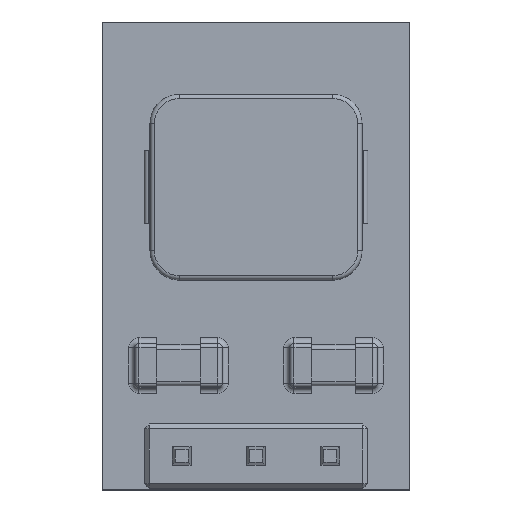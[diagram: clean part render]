
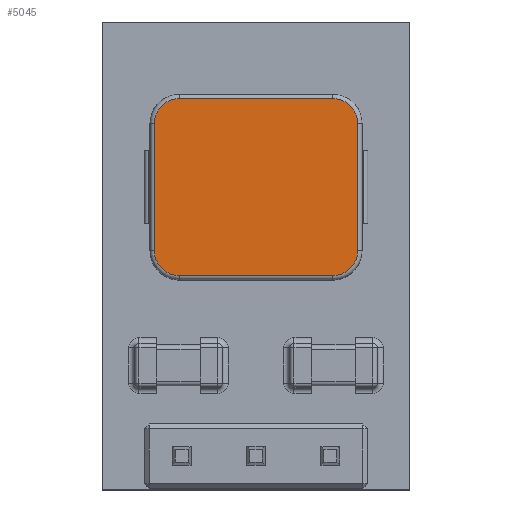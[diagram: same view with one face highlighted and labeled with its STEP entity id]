
A CAD part, top view. The second image highlights one B-rep face of the part: STEP entity #5045.
In plain terms, the highlighted planar face has unit normal (0, 0, 1).
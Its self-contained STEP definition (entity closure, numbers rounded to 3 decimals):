
#72=CIRCLE('',#5293,0.851);
#73=CIRCLE('',#5294,0.851);
#74=CIRCLE('',#5295,0.851);
#75=CIRCLE('',#5296,0.851);
#546=ORIENTED_EDGE('',*,*,#1460,.T.);
#547=ORIENTED_EDGE('',*,*,#1461,.T.);
#548=ORIENTED_EDGE('',*,*,#1462,.T.);
#549=ORIENTED_EDGE('',*,*,#1463,.T.);
#550=ORIENTED_EDGE('',*,*,#1464,.T.);
#551=ORIENTED_EDGE('',*,*,#1465,.T.);
#552=ORIENTED_EDGE('',*,*,#1466,.T.);
#553=ORIENTED_EDGE('',*,*,#1467,.T.);
#1460=EDGE_CURVE('',#1934,#1935,#2284,.T.);
#1461=EDGE_CURVE('',#1935,#1936,#72,.T.);
#1462=EDGE_CURVE('',#1936,#1937,#2285,.T.);
#1463=EDGE_CURVE('',#1937,#1938,#73,.T.);
#1464=EDGE_CURVE('',#1938,#1939,#2286,.T.);
#1465=EDGE_CURVE('',#1939,#1940,#74,.T.);
#1466=EDGE_CURVE('',#1940,#1941,#2287,.T.);
#1467=EDGE_CURVE('',#1941,#1934,#75,.T.);
#1934=VERTEX_POINT('',#6973);
#1935=VERTEX_POINT('',#6974);
#1936=VERTEX_POINT('',#6976);
#1937=VERTEX_POINT('',#6978);
#1938=VERTEX_POINT('',#6980);
#1939=VERTEX_POINT('',#6982);
#1940=VERTEX_POINT('',#6984);
#1941=VERTEX_POINT('',#6986);
#2284=LINE('',#6972,#2676);
#2285=LINE('',#6977,#2677);
#2286=LINE('',#6981,#2678);
#2287=LINE('',#6985,#2679);
#2676=VECTOR('',#5864,1000.);
#2677=VECTOR('',#5867,1000.);
#2678=VECTOR('',#5870,1000.);
#2679=VECTOR('',#5873,1000.);
#2994=EDGE_LOOP('',(#546,#547,#548,#549,#550,#551,#552,#553));
#3220=FACE_BOUND('',#2994,.T.);
#3426=PLANE('',#5292);
#5045=ADVANCED_FACE('',(#3220),#3426,.T.);
#5292=AXIS2_PLACEMENT_3D('',#6971,#5862,#5863);
#5293=AXIS2_PLACEMENT_3D('',#6975,#5865,#5866);
#5294=AXIS2_PLACEMENT_3D('',#6979,#5868,#5869);
#5295=AXIS2_PLACEMENT_3D('',#6983,#5871,#5872);
#5296=AXIS2_PLACEMENT_3D('',#6987,#5874,#5875);
#5862=DIRECTION('',(0.,0.,1.));
#5863=DIRECTION('',(1.,0.,0.));
#5864=DIRECTION('',(-1.,0.,0.));
#5865=DIRECTION('',(0.,0.,1.));
#5866=DIRECTION('',(1.,0.,0.));
#5867=DIRECTION('',(0.,-1.,0.));
#5868=DIRECTION('',(0.,0.,1.));
#5869=DIRECTION('',(1.,0.,0.));
#5870=DIRECTION('',(1.,0.,0.));
#5871=DIRECTION('',(0.,0.,1.));
#5872=DIRECTION('',(1.,0.,0.));
#5873=DIRECTION('',(0.,1.,0.));
#5874=DIRECTION('',(0.,0.,1.));
#5875=DIRECTION('',(1.,0.,0.));
#6971=CARTESIAN_POINT('',(-3.475,5.371,5.));
#6972=CARTESIAN_POINT('',(-3.475,5.372,5.));
#6973=CARTESIAN_POINT('',(2.625,5.372,5.));
#6974=CARTESIAN_POINT('',(-2.625,5.372,5.));
#6975=CARTESIAN_POINT('',(-2.625,4.521,5.));
#6976=CARTESIAN_POINT('',(-3.476,4.521,5.));
#6977=CARTESIAN_POINT('',(-3.476,-0.679,5.));
#6978=CARTESIAN_POINT('',(-3.476,0.171,5.));
#6979=CARTESIAN_POINT('',(-2.625,0.171,5.));
#6980=CARTESIAN_POINT('',(-2.625,-0.68,5.));
#6981=CARTESIAN_POINT('',(3.475,-0.68,5.));
#6982=CARTESIAN_POINT('',(2.625,-0.68,5.));
#6983=CARTESIAN_POINT('',(2.625,0.171,5.));
#6984=CARTESIAN_POINT('',(3.476,0.171,5.));
#6985=CARTESIAN_POINT('',(3.476,5.371,5.));
#6986=CARTESIAN_POINT('',(3.476,4.521,5.));
#6987=CARTESIAN_POINT('',(2.625,4.521,5.));
